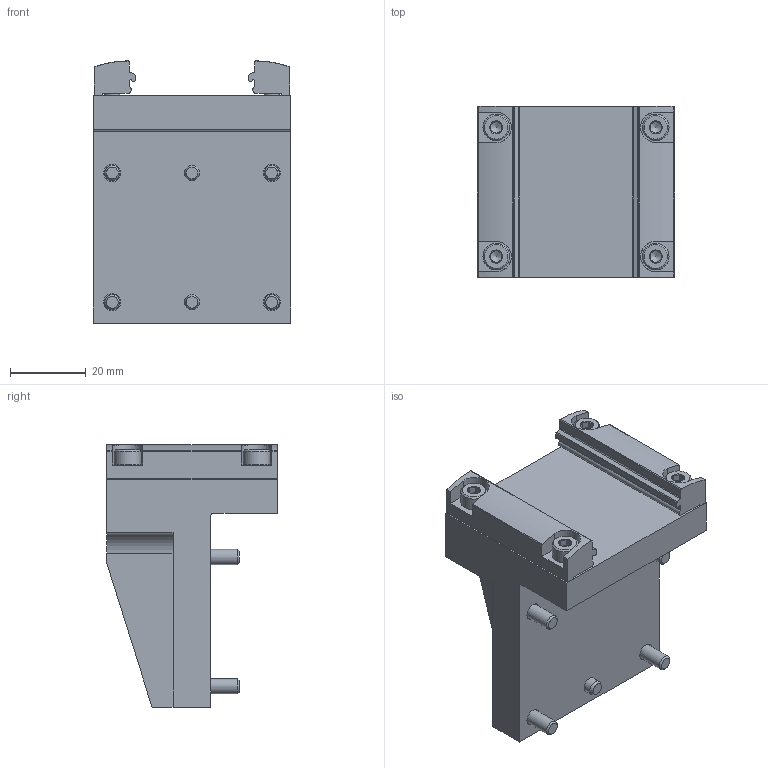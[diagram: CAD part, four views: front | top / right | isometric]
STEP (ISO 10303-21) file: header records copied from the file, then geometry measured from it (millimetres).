
FILE_DESCRIPTION(/* description */ ('STEP AP214'),/* implementation_level */ '2;1');
FILE_NAME(/* name */ '8066718_EHAA-D-L2-45-L2-32-AP',/* time_stamp */ '2024-08-27T14:51:26+02:00',/* author */ ('License CC BY-ND 4.0'),/* organization */ ('CADENAS'),/* preprocessor_version */ 'ST-DEVELOPER v19.3',/* originating_system */ 'PARTsolutions',/* authorisation */ ' ');
FILE_SCHEMA (('AUTOMOTIVE_DESIGN {1 0 10303 214 3 1 1}'));
Length unit declared in the file: millimetre
Products named in the file (5): 8066718 EHAA-D-L2-45-L2-32-AP; 5343462 EHAA-D2-L2-45-L2-32-AP---(p); DIN-912 - M4x12(F); 4633282 EAHF-L2-25-P-D2---(c); 562959 ZBS-4
Assembly tree (13 placements, depth 2):
  8066718 EHAA-D-L2-45-L2-32-AP
    5343462 EHAA-D2-L2-45-L2-32-AP---(p)
    DIN-912 - M4x12(F)  x8
    4633282 EAHF-L2-25-P-D2---(c)  x2
    562959 ZBS-4  x2
Bounding box: 52 x 45 x 69 mm (x, y, z)
Volume: 75298 mm3; surface area: 21655.7 mm2
Topology: 13 solids, 13 shells, 374 faces, 837 edges, 497 vertices
Faces by surface type: plane 191, cone 96, cylinder 87
Full cylindrical faces by diameter (mm): 3.242 x4, 4 x12, 4.5 x4, 7 x8, 8 x4
Entity records: 3810 total; most frequent: CARTESIAN_POINT 688, DIRECTION 649, ORIENTED_EDGE 558, EDGE_CURVE 279, AXIS2_PLACEMENT_3D 250, VERTEX_POINT 195, FACE_BOUND 176, EDGE_LOOP 175
